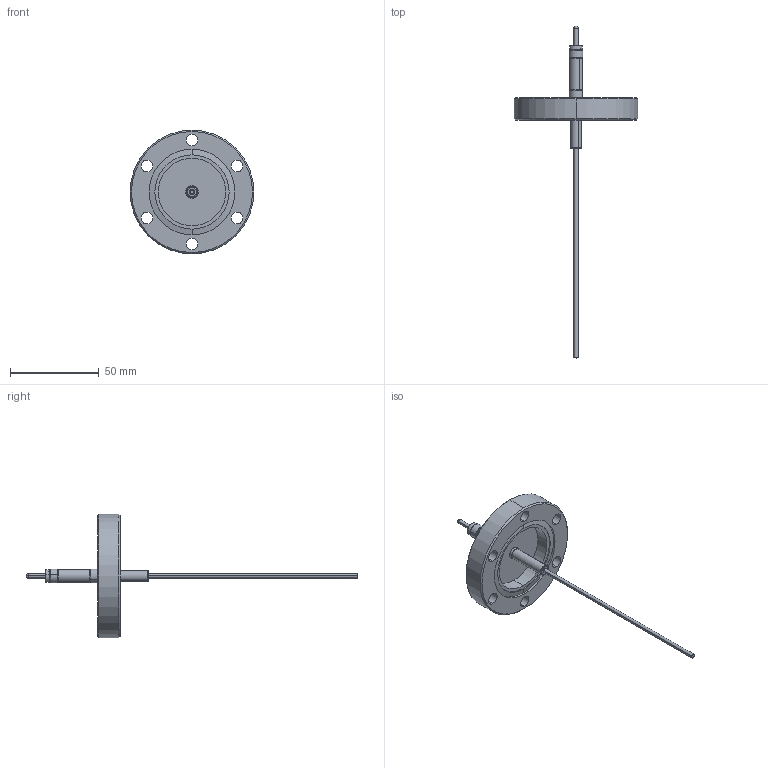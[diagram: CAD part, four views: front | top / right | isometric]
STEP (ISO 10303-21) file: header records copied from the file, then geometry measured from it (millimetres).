
FILE_DESCRIPTION (( 'STEP AP203' ), '1' );
FILE_NAME ('A2523-2-CF.STEP', '2013-06-17T12:22:09', ( '' ), ( '' ), 'SwSTEP 2.0', 'SolidWorks 2012', '' );
FILE_SCHEMA (( 'CONFIG_CONTROL_DESIGN' ));
Length unit declared in the file: inch
Products named in the file (1): A2523-2-CF
Bounding box: 69.85 x 187.45 x 69.85 mm (x, y, z)
Volume: 37617.9 mm3; surface area: 15937.9 mm2
Topology: 1 solids, 2 shells, 96 faces, 210 edges, 130 vertices
Faces by surface type: cylinder 52, cone 20, plane 16, torus 8
Entity records: 2777 total; most frequent: DIRECTION 542, CARTESIAN_POINT 437, ORIENTED_EDGE 420, AXIS2_PLACEMENT_3D 235, EDGE_CURVE 210, CIRCLE 138, VERTEX_POINT 130, EDGE_LOOP 122
